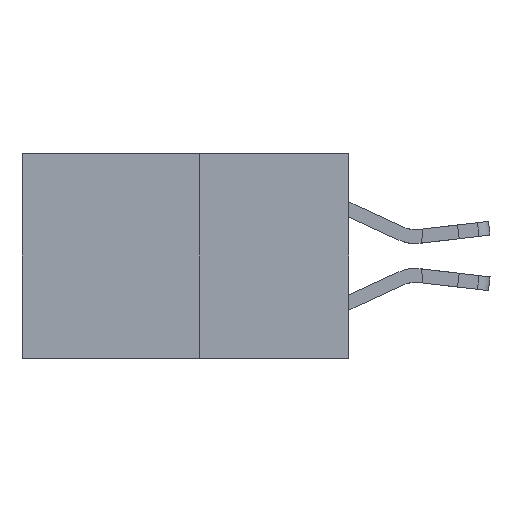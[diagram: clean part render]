
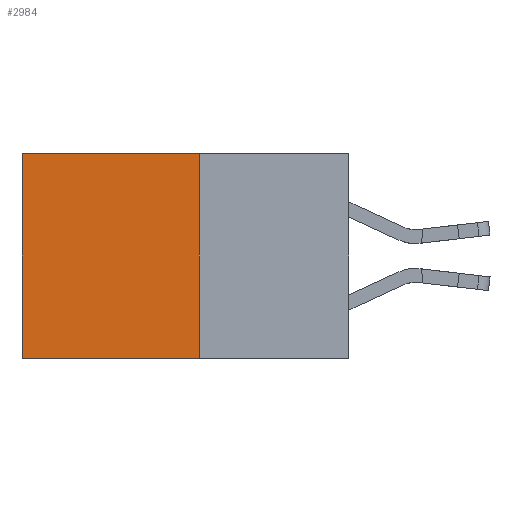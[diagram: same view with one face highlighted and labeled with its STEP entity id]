
A CAD part, left-side view. The second image highlights one B-rep face of the part: STEP entity #2984.
In plain terms, the highlighted planar face has unit normal (-1, 0, 0).
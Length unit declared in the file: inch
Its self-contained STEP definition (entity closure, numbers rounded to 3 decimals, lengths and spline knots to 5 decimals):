
#295 = CARTESIAN_POINT ( 'NONE',  ( 0.277, 0.27, -0.37 ) ) ;
#1886 = VECTOR ( 'NONE', #15879, 39.37008 ) ;
#2172 = DIRECTION ( 'NONE',  ( 0., 0., -1. ) ) ;
#2200 = DIRECTION ( 'NONE',  ( 1., 0., 0. ) ) ;
#2223 = CARTESIAN_POINT ( 'NONE',  ( 0.277, 0.27, -0.37 ) ) ;
#2296 = PLANE ( 'NONE',  #19845 ) ;
#2298 = EDGE_CURVE ( 'NONE', #20558, #3707, #18427, .T. ) ;
#2984 = ADVANCED_FACE ( 'NONE', ( #15981 ), #2296, .F. ) ;
#3707 = VERTEX_POINT ( 'NONE', #19298 ) ;
#3803 = VERTEX_POINT ( 'NONE', #15916 ) ;
#4781 = LINE ( 'NONE', #18005, #16896 ) ;
#4962 = CARTESIAN_POINT ( 'NONE',  ( 0.277, 0.59, -0.37 ) ) ;
#5614 = EDGE_CURVE ( 'NONE', #3803, #3707, #8454, .T. ) ;
#5733 = ORIENTED_EDGE ( 'NONE', *, *, #14976, .T. ) ;
#7943 = VECTOR ( 'NONE', #17638, 39.37008 ) ;
#8454 = LINE ( 'NONE', #4962, #7943 ) ;
#8518 = DIRECTION ( 'NONE',  ( 0., 0., -1. ) ) ;
#8945 = ORIENTED_EDGE ( 'NONE', *, *, #5614, .T. ) ;
#9000 = EDGE_CURVE ( 'NONE', #20143, #20558, #4781, .T. ) ;
#9464 = ORIENTED_EDGE ( 'NONE', *, *, #2298, .F. ) ;
#9713 = CARTESIAN_POINT ( 'NONE',  ( 0.277, 0.27, -0.37 ) ) ;
#10125 = DIRECTION ( 'NONE',  ( 0., 1., 0. ) ) ;
#10915 = LINE ( 'NONE', #14314, #1886 ) ;
#14314 = CARTESIAN_POINT ( 'NONE',  ( 0.277, 0.27, 0. ) ) ;
#14976 = EDGE_CURVE ( 'NONE', #20143, #3803, #10915, .T. ) ;
#15879 = DIRECTION ( 'NONE',  ( 0., 1., 0. ) ) ;
#15916 = CARTESIAN_POINT ( 'NONE',  ( 0.277, 0.59, 0. ) ) ;
#15981 = FACE_OUTER_BOUND ( 'NONE', #19189, .T. ) ;
#16896 = VECTOR ( 'NONE', #8518, 39.37008 ) ;
#17043 = CARTESIAN_POINT ( 'NONE',  ( 0.277, 0.27, 0. ) ) ;
#17638 = DIRECTION ( 'NONE',  ( 0., 0., -1. ) ) ;
#17876 = ORIENTED_EDGE ( 'NONE', *, *, #9000, .F. ) ;
#18005 = CARTESIAN_POINT ( 'NONE',  ( 0.277, 0.27, -0.37 ) ) ;
#18427 = LINE ( 'NONE', #9713, #18920 ) ;
#18920 = VECTOR ( 'NONE', #10125, 39.37008 ) ;
#19189 = EDGE_LOOP ( 'NONE', ( #8945, #9464, #17876, #5733 ) ) ;
#19298 = CARTESIAN_POINT ( 'NONE',  ( 0.277, 0.59, -0.37 ) ) ;
#19845 = AXIS2_PLACEMENT_3D ( 'NONE', #2223, #2200, #2172 ) ;
#20143 = VERTEX_POINT ( 'NONE', #17043 ) ;
#20558 = VERTEX_POINT ( 'NONE', #295 ) ;
